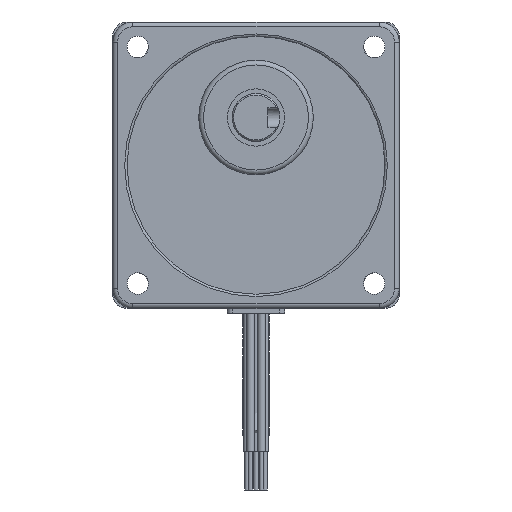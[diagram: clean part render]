
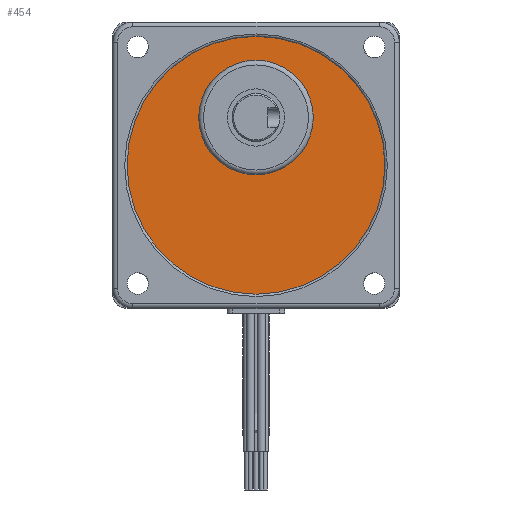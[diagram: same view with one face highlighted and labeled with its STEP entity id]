
A CAD part, front view. The second image highlights one B-rep face of the part: STEP entity #454.
In plain terms, the highlighted planar face has unit normal (0, -1, 0).
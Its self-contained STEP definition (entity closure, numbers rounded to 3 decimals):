
#454 = ADVANCED_FACE( '', ( #1047, #1048 ), #1049, .F. );
#1047 = FACE_BOUND( '', #1926, .T. );
#1048 = FACE_OUTER_BOUND( '', #1927, .T. );
#1049 = PLANE( '', #1928 );
#1926 = EDGE_LOOP( '', ( #3340 ) );
#1927 = EDGE_LOOP( '', ( #3341 ) );
#1928 = AXIS2_PLACEMENT_3D( '', #3342, #3343, #3344 );
#3340 = ORIENTED_EDGE( '', *, *, #5065, .T. );
#3341 = ORIENTED_EDGE( '', *, *, #5242, .F. );
#3342 = CARTESIAN_POINT( '', ( 0., 0.5, 0. ) );
#3343 = DIRECTION( '', ( 0., 1., 0. ) );
#3344 = DIRECTION( '', ( 0., 0., 1. ) );
#5065 = EDGE_CURVE( '', #5849, #5849, #5850, .T. );
#5242 = EDGE_CURVE( '', #6159, #6159, #6160, .T. );
#5849 = VERTEX_POINT( '', #6997 );
#5850 = CIRCLE( '', #6998, 12. );
#6159 = VERTEX_POINT( '', #7411 );
#6160 = CIRCLE( '', #7412, 27. );
#6997 = CARTESIAN_POINT( '', ( 0., 0.5, 22. ) );
#6998 = AXIS2_PLACEMENT_3D( '', #8676, #8677, #8678 );
#7411 = CARTESIAN_POINT( '', ( 27., 0.5, 0. ) );
#7412 = AXIS2_PLACEMENT_3D( '', #8930, #8931, #8932 );
#8676 = CARTESIAN_POINT( '', ( 0., 0.5, 10. ) );
#8677 = DIRECTION( '', ( 0., 1., 0. ) );
#8678 = DIRECTION( '', ( 0., 0., 1. ) );
#8930 = CARTESIAN_POINT( '', ( 0., 0.5, 0. ) );
#8931 = DIRECTION( '', ( 0., 1., 0. ) );
#8932 = DIRECTION( '', ( 1., 0., 0. ) );
